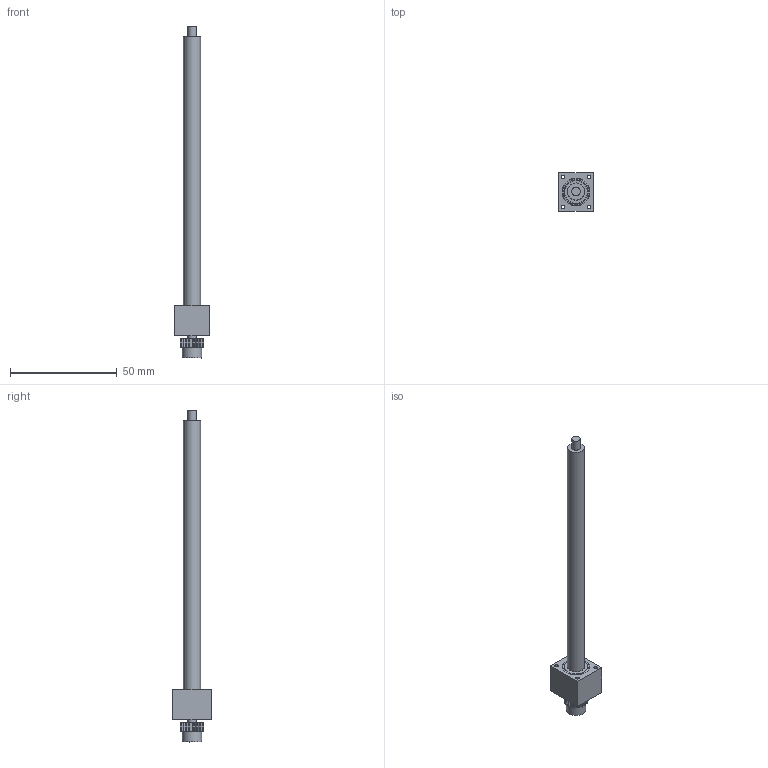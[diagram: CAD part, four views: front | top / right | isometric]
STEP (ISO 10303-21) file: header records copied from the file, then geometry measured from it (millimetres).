
FILE_DESCRIPTION(('FreeCAD Model'),'2;1');
FILE_NAME('Open CASCADE Shape Model','2022-11-28T01:13:02',(''),(''), 'Open CASCADE STEP processor 7.6','FreeCAD','Unknown');
FILE_SCHEMA(('AUTOMOTIVE_DESIGN { 1 0 10303 214 1 1 1 1 }'));
Length unit declared in the file: millimetre
Products named in the file (6): Unbenannt1; Trapezgewindespindel_Show_001; bearing_624z1_001; Gewindestangenhalter_001; bearing_624z1_002; Zahnrad_Reely_05_20_001
Assembly tree (5 placements, depth 2):
  Unbenannt1
    Trapezgewindespindel_Show_001
    bearing_624z1_001
    Gewindestangenhalter_001
    bearing_624z1_002
    Zahnrad_Reely_05_20_001
Bounding box: 16 x 18 x 155.5 mm (x, y, z)
Volume: 10413.1 mm3; surface area: 8450.3 mm2
Topology: 5 solids, 5 shells, 322 faces, 1283 edges, 952 vertices
Faces by surface type: extrusion 116, torus 72, plane 71, cylinder 47, sphere 16
Full cylindrical faces by diameter (mm): 1.6 x4, 4 x3, 6 x1, 8 x1, 9 x1, 13 x1
Entity records: 33515 total; most frequent: CARTESIAN_POINT 13131, ORIENTED_EDGE 2502, PCURVE 2502, DEFINITIONAL_REPRESENTATION 2502, B_SPLINE_CURVE_WITH_KNOTS 2396, DIRECTION 2226, VECTOR 1255, EDGE_CURVE 1251
